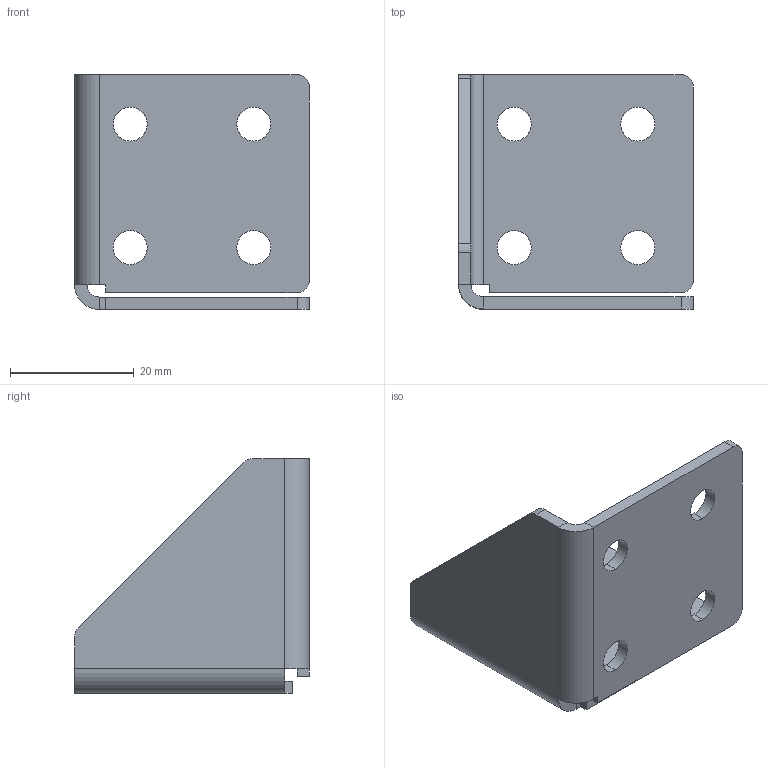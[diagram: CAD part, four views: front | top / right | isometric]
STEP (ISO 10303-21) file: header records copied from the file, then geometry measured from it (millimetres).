
FILE_DESCRIPTION (( 'STEP AP214' ), '1' );
FILE_NAME ('Óãîëîê 20 ñåðèÿ 2õ4 40õ40õ36õ2 ñ ïåðåìû÷êîé.STEP', '2022-02-28T09:05:54', ( 'user' ), ( '' ), 'SwSTEP 2.0', 'SolidWorks 2021', '' );
FILE_SCHEMA (( 'AUTOMOTIVE_DESIGN' ));
Length unit declared in the file: millimetre
Products named in the file (1): Óãîëîê 20 ñåðèÿ 2õ4 40õ40õ36õ2 ñ ïåðåìû÷êîé
Bounding box: 38 x 38 x 38 mm (x, y, z)
Volume: 6576.1 mm3; surface area: 7404.6 mm2
Topology: 1 solids, 1 shells, 49 faces, 125 edges, 78 vertices
Faces by surface type: cylinder 26, plane 23
Entity records: 1549 total; most frequent: DIRECTION 277, CARTESIAN_POINT 253, ORIENTED_EDGE 250, EDGE_CURVE 125, AXIS2_PLACEMENT_3D 102, VERTEX_POINT 78, VECTOR 73, LINE 73
